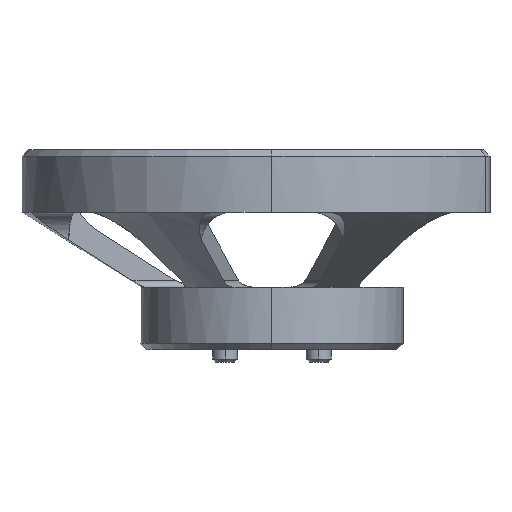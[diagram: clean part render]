
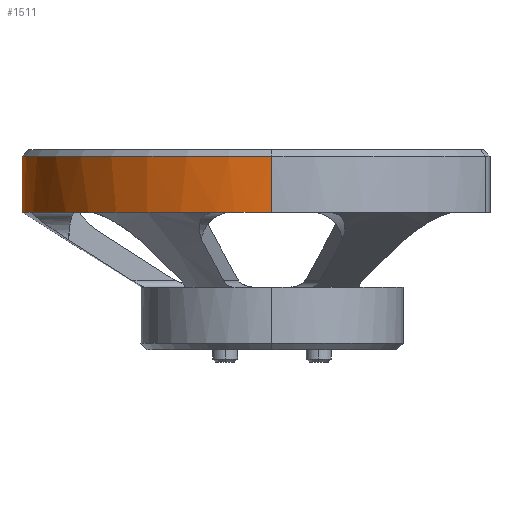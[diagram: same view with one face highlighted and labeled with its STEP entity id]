
A CAD part, left-side view. The second image highlights one B-rep face of the part: STEP entity #1511.
In plain terms, the highlighted cylindrical face has radius 40 mm (diameter 80 mm), a partial arc.
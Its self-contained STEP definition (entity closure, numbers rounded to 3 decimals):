
#47 = CIRCLE ( 'NONE', #3817, 40. ) ;
#52 = VERTEX_POINT ( 'NONE', #6033 ) ;
#90 = DIRECTION ( 'NONE',  ( 0., 1., 0. ) ) ;
#332 = CARTESIAN_POINT ( 'NONE',  ( -40., 0., 31. ) ) ;
#444 = ORIENTED_EDGE ( 'NONE', *, *, #1924, .F. ) ;
#544 = VERTEX_POINT ( 'NONE', #769 ) ;
#621 = CARTESIAN_POINT ( 'NONE',  ( -39.003, 8.875, 22. ) ) ;
#637 = EDGE_CURVE ( 'NONE', #3062, #5732, #3471, .T. ) ;
#660 = ORIENTED_EDGE ( 'NONE', *, *, #5000, .F. ) ;
#668 = ORIENTED_EDGE ( 'NONE', *, *, #637, .T. ) ;
#769 = CARTESIAN_POINT ( 'NONE',  ( -27.188, 29.34, 22. ) ) ;
#792 = CIRCLE ( 'NONE', #3362, 40. ) ;
#833 = AXIS2_PLACEMENT_3D ( 'NONE', #6610, #6478, #5437 ) ;
#853 = VERTEX_POINT ( 'NONE', #621 ) ;
#892 = CARTESIAN_POINT ( 'NONE',  ( 0., 0., 31. ) ) ;
#929 = EDGE_CURVE ( 'NONE', #2842, #4846, #792, .T. ) ;
#1028 = DIRECTION ( 'NONE',  ( 0.866, 0.5, 0. ) ) ;
#1103 = CARTESIAN_POINT ( 'NONE',  ( 11.815, 38.215, 22. ) ) ;
#1169 = EDGE_LOOP ( 'NONE', ( #668, #5906, #2278, #444, #4667, #2599, #2829, #1587, #6408, #660 ) ) ;
#1192 = CARTESIAN_POINT ( 'NONE',  ( 40., 0., 32. ) ) ;
#1296 = DIRECTION ( 'NONE',  ( 0., 0., -1. ) ) ;
#1511 = ADVANCED_FACE ( 'NONE', ( #3446 ), #5509, .T. ) ;
#1587 = ORIENTED_EDGE ( 'NONE', *, *, #3006, .F. ) ;
#1595 = VERTEX_POINT ( 'NONE', #5170 ) ;
#1672 = CIRCLE ( 'NONE', #5114, 40. ) ;
#1708 = DIRECTION ( 'NONE',  ( 1., 0., 0. ) ) ;
#1753 = CARTESIAN_POINT ( 'NONE',  ( 40., 0., 31. ) ) ;
#1772 = CARTESIAN_POINT ( 'NONE',  ( 0., 0., 22. ) ) ;
#1870 = DIRECTION ( 'NONE',  ( 1., 0., 0. ) ) ;
#1924 = EDGE_CURVE ( 'NONE', #1595, #4846, #47, .T. ) ;
#1968 = CARTESIAN_POINT ( 'NONE',  ( 0., 0., 22. ) ) ;
#2278 = ORIENTED_EDGE ( 'NONE', *, *, #929, .T. ) ;
#2318 = VECTOR ( 'NONE', #1296, 1000. ) ;
#2449 = DIRECTION ( 'NONE',  ( 0., 0., 1. ) ) ;
#2506 = DIRECTION ( 'NONE',  ( 0., 0., -1. ) ) ;
#2599 = ORIENTED_EDGE ( 'NONE', *, *, #5499, .F. ) ;
#2692 = DIRECTION ( 'NONE',  ( 0., 0., -1. ) ) ;
#2732 = CARTESIAN_POINT ( 'NONE',  ( 0., 0., 22. ) ) ;
#2800 = LINE ( 'NONE', #3792, #4381 ) ;
#2829 = ORIENTED_EDGE ( 'NONE', *, *, #4365, .T. ) ;
#2842 = VERTEX_POINT ( 'NONE', #3977 ) ;
#2923 = CARTESIAN_POINT ( 'NONE',  ( 0., 0., 22. ) ) ;
#2994 = EDGE_CURVE ( 'NONE', #5732, #2842, #5803, .T. ) ;
#3006 = EDGE_CURVE ( 'NONE', #853, #544, #1672, .T. ) ;
#3062 = VERTEX_POINT ( 'NONE', #332 ) ;
#3362 = AXIS2_PLACEMENT_3D ( 'NONE', #1772, #4837, #1708 ) ;
#3379 = DIRECTION ( 'NONE',  ( -1., 0., 0. ) ) ;
#3419 = CARTESIAN_POINT ( 'NONE',  ( 0., 0., 32. ) ) ;
#3446 = FACE_OUTER_BOUND ( 'NONE', #1169, .T. ) ;
#3462 = CARTESIAN_POINT ( 'NONE',  ( -11.815, 38.215, 22. ) ) ;
#3471 = CIRCLE ( 'NONE', #3680, 40. ) ;
#3504 = AXIS2_PLACEMENT_3D ( 'NONE', #2923, #5516, #5585 ) ;
#3618 = AXIS2_PLACEMENT_3D ( 'NONE', #1968, #2449, #1870 ) ;
#3680 = AXIS2_PLACEMENT_3D ( 'NONE', #892, #5511, #4431 ) ;
#3687 = AXIS2_PLACEMENT_3D ( 'NONE', #4231, #2692, #90 ) ;
#3717 = CIRCLE ( 'NONE', #833, 40. ) ;
#3792 = CARTESIAN_POINT ( 'NONE',  ( -40., 0., 32. ) ) ;
#3817 = AXIS2_PLACEMENT_3D ( 'NONE', #4084, #2506, #1028 ) ;
#3944 = VERTEX_POINT ( 'NONE', #1103 ) ;
#3977 = CARTESIAN_POINT ( 'NONE',  ( 40., 0., 22. ) ) ;
#4073 = EDGE_CURVE ( 'NONE', #1595, #3944, #6304, .T. ) ;
#4084 = CARTESIAN_POINT ( 'NONE',  ( 0., 0., 22. ) ) ;
#4231 = CARTESIAN_POINT ( 'NONE',  ( 0., 0., 22. ) ) ;
#4365 = EDGE_CURVE ( 'NONE', #5062, #544, #6528, .T. ) ;
#4381 = VECTOR ( 'NONE', #5858, 1000. ) ;
#4429 = DIRECTION ( 'NONE',  ( 0., 0., -1. ) ) ;
#4431 = DIRECTION ( 'NONE',  ( 1., 0., 0. ) ) ;
#4448 = CARTESIAN_POINT ( 'NONE',  ( 39.003, 8.875, 22. ) ) ;
#4667 = ORIENTED_EDGE ( 'NONE', *, *, #4073, .T. ) ;
#4807 = EDGE_CURVE ( 'NONE', #853, #52, #3717, .T. ) ;
#4837 = DIRECTION ( 'NONE',  ( 0., 0., 1. ) ) ;
#4846 = VERTEX_POINT ( 'NONE', #4448 ) ;
#5000 = EDGE_CURVE ( 'NONE', #3062, #52, #2800, .T. ) ;
#5062 = VERTEX_POINT ( 'NONE', #3462 ) ;
#5114 = AXIS2_PLACEMENT_3D ( 'NONE', #2732, #5286, #6443 ) ;
#5170 = CARTESIAN_POINT ( 'NONE',  ( 27.188, 29.34, 22. ) ) ;
#5286 = DIRECTION ( 'NONE',  ( 0., 0., -1. ) ) ;
#5437 = DIRECTION ( 'NONE',  ( 1., 0., 0. ) ) ;
#5457 = AXIS2_PLACEMENT_3D ( 'NONE', #3419, #4429, #3379 ) ;
#5499 = EDGE_CURVE ( 'NONE', #5062, #3944, #5850, .T. ) ;
#5509 = CYLINDRICAL_SURFACE ( 'NONE', #5457, 40. ) ;
#5511 = DIRECTION ( 'NONE',  ( 0., 0., -1. ) ) ;
#5516 = DIRECTION ( 'NONE',  ( 0., 0., 1. ) ) ;
#5585 = DIRECTION ( 'NONE',  ( 1., 0., 0. ) ) ;
#5732 = VERTEX_POINT ( 'NONE', #1753 ) ;
#5803 = LINE ( 'NONE', #1192, #2318 ) ;
#5850 = CIRCLE ( 'NONE', #3687, 40. ) ;
#5858 = DIRECTION ( 'NONE',  ( 0., 0., -1. ) ) ;
#5906 = ORIENTED_EDGE ( 'NONE', *, *, #2994, .T. ) ;
#6033 = CARTESIAN_POINT ( 'NONE',  ( -40., 0., 22. ) ) ;
#6304 = CIRCLE ( 'NONE', #3504, 40. ) ;
#6408 = ORIENTED_EDGE ( 'NONE', *, *, #4807, .T. ) ;
#6443 = DIRECTION ( 'NONE',  ( -0.866, 0.5, 0. ) ) ;
#6478 = DIRECTION ( 'NONE',  ( 0., 0., 1. ) ) ;
#6528 = CIRCLE ( 'NONE', #3618, 40. ) ;
#6610 = CARTESIAN_POINT ( 'NONE',  ( 0., 0., 22. ) ) ;
